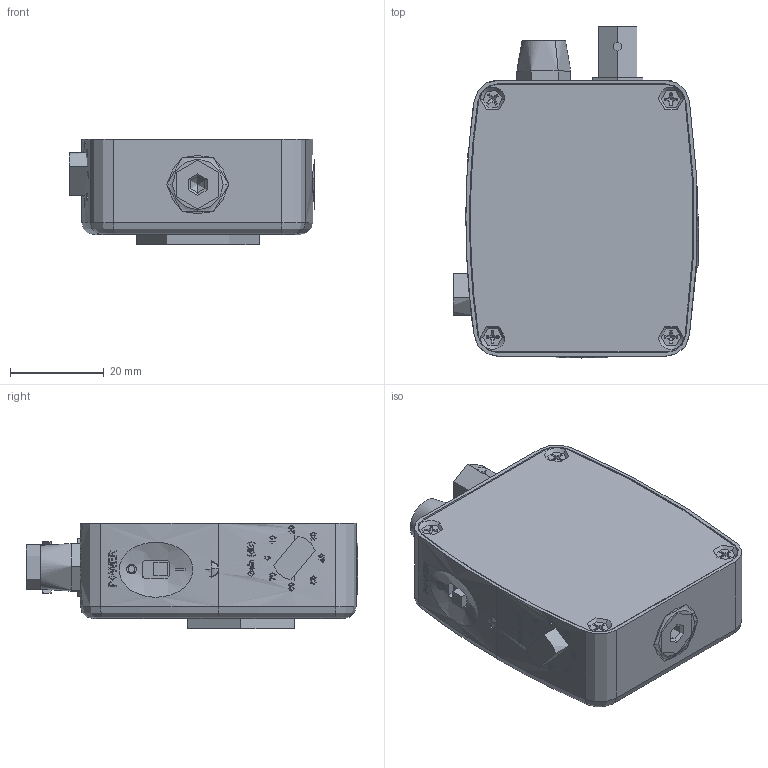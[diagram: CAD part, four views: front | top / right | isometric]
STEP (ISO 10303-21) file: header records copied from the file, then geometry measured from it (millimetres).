
FILE_DESCRIPTION (( 'STEP AP214' ), '1' );
FILE_NAME ('TTN134846-E0W.STEP', '2019-04-04T16:00:36', ( '' ), ( '' ), 'SwSTEP 2.0', 'SolidWorks 2018', '' );
FILE_SCHEMA (( 'AUTOMOTIVE_DESIGN' ));
Length unit declared in the file: inch
Products named in the file (1): TTN134846-E0W
Bounding box: 52.48 x 70.9 x 22.48 mm (x, y, z)
Topology: 141 solids, 141 shells, 5212 faces, 13632 edges, 8749 vertices
Faces by surface type: plane 2993, cylinder 1196, bspline 764, cone 194, torus 59, sphere 6
Entity records: 262171 total; most frequent: CARTESIAN_POINT 70265, ORIENTED_EDGE 26916, DIRECTION 22782, EDGE_CURVE 13458, VECTOR 8970, LINE 8970, VERTEX_POINT 8749, AXIS2_PLACEMENT_3D 6906
